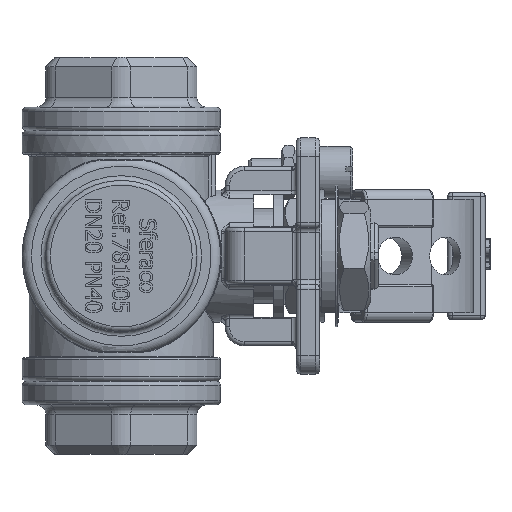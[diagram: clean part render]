
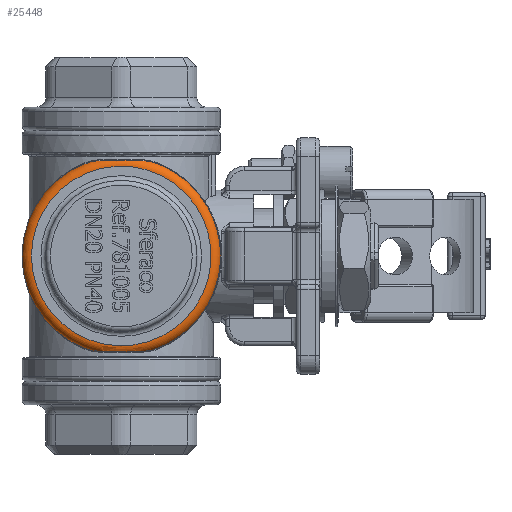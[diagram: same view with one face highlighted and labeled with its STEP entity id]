
A CAD part, left-side view. The second image highlights one B-rep face of the part: STEP entity #25448.
In plain terms, the highlighted toroidal (fillet/blend) face has major radius 19 mm and minor radius 2 mm.
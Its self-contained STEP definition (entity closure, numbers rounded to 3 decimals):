
#1058=B_SPLINE_CURVE_WITH_KNOTS('',3,(#46203,#46204,#46205,#46206,#46207,
#46208,#46209,#46210,#46211),.UNSPECIFIED.,.F.,.F.,(4,1,1,1,1,1,4),(0.,
0.238,0.714,0.952,1.19,
1.428,1.666),.UNSPECIFIED.);
#1059=B_SPLINE_CURVE_WITH_KNOTS('',3,(#46212,#46213,#46214,#46215,#46216,
#46217,#46218,#46219,#46220),.UNSPECIFIED.,.F.,.F.,(4,1,1,1,1,1,4),(0.,
0.238,0.476,0.714,0.952,
1.19,1.666),.UNSPECIFIED.);
#5277=TOROIDAL_SURFACE('',#27375,19.,2.);
#5677=FACE_BOUND('',#8341,.T.);
#6792=FACE_OUTER_BOUND('',#8340,.T.);
#8340=EDGE_LOOP('',(#20553,#20554,#20555,#20556));
#8341=EDGE_LOOP('',(#20557));
#9119=CIRCLE('',#26637,21.);
#9139=CIRCLE('',#26681,19.);
#9140=CIRCLE('',#26683,21.);
#10123=VERTEX_POINT('',#35621);
#10124=VERTEX_POINT('',#35641);
#10189=VERTEX_POINT('',#35872);
#10190=VERTEX_POINT('',#35875);
#10192=VERTEX_POINT('',#35882);
#12757=EDGE_CURVE('',#10124,#10123,#9119,.T.);
#12840=EDGE_CURVE('',#10189,#10189,#9139,.T.);
#12842=EDGE_CURVE('',#10192,#10190,#9140,.T.);
#14441=EDGE_CURVE('',#10124,#10190,#1058,.T.);
#14442=EDGE_CURVE('',#10192,#10123,#1059,.T.);
#20553=ORIENTED_EDGE('',*,*,#14441,.F.);
#20554=ORIENTED_EDGE('',*,*,#12757,.T.);
#20555=ORIENTED_EDGE('',*,*,#14442,.F.);
#20556=ORIENTED_EDGE('',*,*,#12842,.T.);
#20557=ORIENTED_EDGE('',*,*,#12840,.T.);
#25448=ADVANCED_FACE('',(#6792,#5677),#5277,.T.);
#26637=AXIS2_PLACEMENT_3D('',#35642,#29800,#29801);
#26681=AXIS2_PLACEMENT_3D('',#35873,#29942,#29943);
#26683=AXIS2_PLACEMENT_3D('',#35883,#29946,#29947);
#27375=AXIS2_PLACEMENT_3D('',#46202,#32148,#32149);
#29800=DIRECTION('center_axis',(-1.,0.,0.));
#29801=DIRECTION('ref_axis',(0.,-1.,0.));
#29942=DIRECTION('center_axis',(1.,0.,0.));
#29943=DIRECTION('ref_axis',(0.,-1.,0.));
#29946=DIRECTION('center_axis',(-1.,0.,0.));
#29947=DIRECTION('ref_axis',(0.,-1.,0.));
#32148=DIRECTION('center_axis',(-1.,0.,0.));
#32149=DIRECTION('ref_axis',(0.,0.,1.));
#35621=CARTESIAN_POINT('',(-18.,7.93,7.055));
#35641=CARTESIAN_POINT('',(-18.,7.93,45.945));
#35642=CARTESIAN_POINT('Origin',(-18.,0.,26.5));
#35872=CARTESIAN_POINT('',(-20.,19.,26.5));
#35873=CARTESIAN_POINT('Origin',(-20.,0.,26.5));
#35875=CARTESIAN_POINT('',(-18.,-7.93,45.945));
#35882=CARTESIAN_POINT('',(-18.,-7.93,7.055));
#35883=CARTESIAN_POINT('Origin',(-18.,0.,26.5));
#46202=CARTESIAN_POINT('Origin',(-18.,0.,26.5));
#46203=CARTESIAN_POINT('Ctrl Pts',(-18.,7.93,45.945));
#46204=CARTESIAN_POINT('Ctrl Pts',(-18.275,7.257,46.22));
#46205=CARTESIAN_POINT('Ctrl Pts',(-19.029,5.101,46.797));
#46206=CARTESIAN_POINT('Ctrl Pts',(-19.558,1.973,46.773));
#46207=CARTESIAN_POINT('Ctrl Pts',(-19.556,-1.185,
46.769));
#46208=CARTESIAN_POINT('Ctrl Pts',(-19.295,-3.534,46.792));
#46209=CARTESIAN_POINT('Ctrl Pts',(-18.776,-5.822,46.6));
#46210=CARTESIAN_POINT('Ctrl Pts',(-18.275,-7.257,
46.22));
#46211=CARTESIAN_POINT('Ctrl Pts',(-18.,-7.93,45.945));
#46212=CARTESIAN_POINT('Ctrl Pts',(-18.,-7.93,
7.055));
#46213=CARTESIAN_POINT('Ctrl Pts',(-18.275,-7.257,
6.78));
#46214=CARTESIAN_POINT('Ctrl Pts',(-18.776,-5.822,
6.4));
#46215=CARTESIAN_POINT('Ctrl Pts',(-19.295,-3.534,
6.209));
#46216=CARTESIAN_POINT('Ctrl Pts',(-19.556,-1.186,
6.229));
#46217=CARTESIAN_POINT('Ctrl Pts',(-19.555,1.187,6.232));
#46218=CARTESIAN_POINT('Ctrl Pts',(-19.211,4.315,6.201));
#46219=CARTESIAN_POINT('Ctrl Pts',(-18.549,6.584,6.506));
#46220=CARTESIAN_POINT('Ctrl Pts',(-18.,7.93,7.055));
